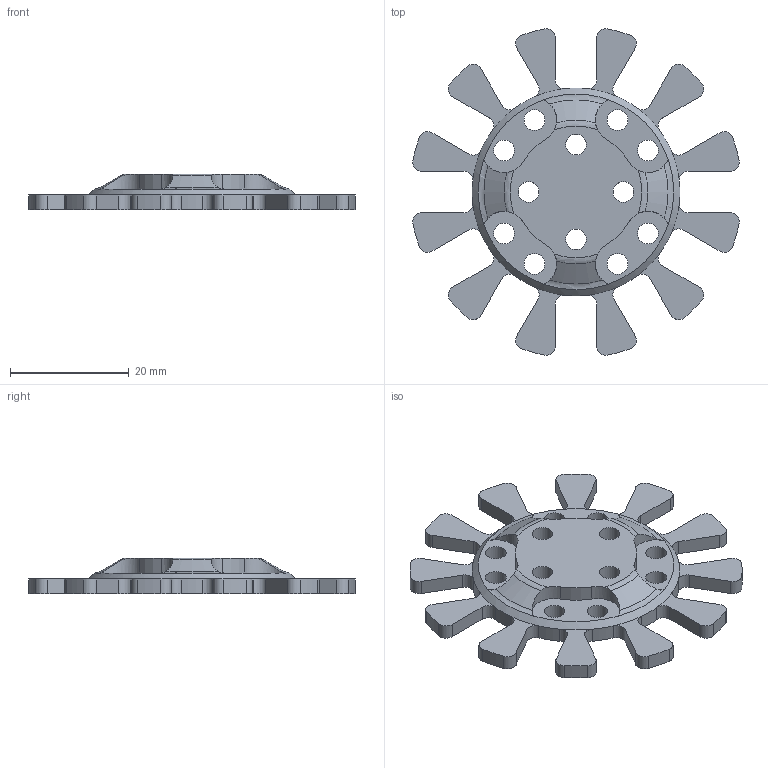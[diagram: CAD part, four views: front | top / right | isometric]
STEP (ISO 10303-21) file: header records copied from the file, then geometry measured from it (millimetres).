
FILE_DESCRIPTION(/* description */ (''),/* implementation_level */ '2;1');
FILE_NAME(/* name */ 'Outside Parts.step',/* time_stamp */ '2025-07-15T13:45:04+09:00',/* author */ (''),/* organization */ (''),/* preprocessor_version */ 'ST-DEVELOPER v20.1',/* originating_system */ 'Autodesk Translation Framework v14.10.0.0',/* authorisation */ '');
FILE_SCHEMA (('AUTOMOTIVE_DESIGN { 1 0 10303 214 3 1 1 }'));
Length unit declared in the file: millimetre
Products named in the file (1): 新型オムニ外側5
Bounding box: 55.05 x 55.05 x 6 mm (x, y, z)
Volume: 5432.7 mm3; surface area: 4682.2 mm2
Topology: 1 solids, 1 shells, 151 faces, 415 edges, 266 vertices
Faces by surface type: cylinder 96, plane 42, torus 8, cone 5
Full cylindrical faces by diameter (mm): 3.5 x12
Entity records: 5084 total; most frequent: CARTESIAN_POINT 1005, DIRECTION 921, ORIENTED_EDGE 830, EDGE_CURVE 415, AXIS2_PLACEMENT_3D 378, VERTEX_POINT 266, CIRCLE 226, EDGE_LOOP 175
